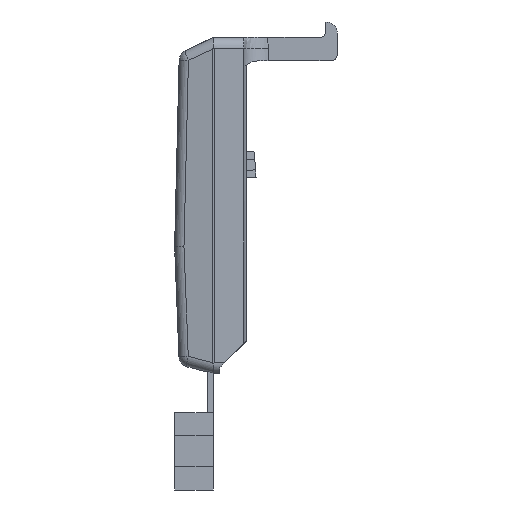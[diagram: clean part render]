
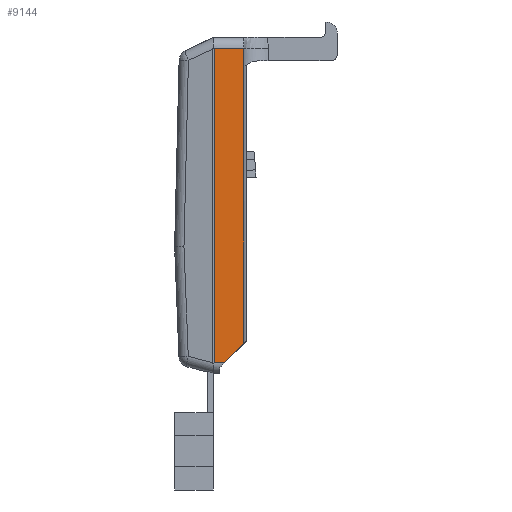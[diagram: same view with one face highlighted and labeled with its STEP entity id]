
A CAD part, left-side view. The second image highlights one B-rep face of the part: STEP entity #9144.
In plain terms, the highlighted planar face has unit normal (-1, 0, 0).
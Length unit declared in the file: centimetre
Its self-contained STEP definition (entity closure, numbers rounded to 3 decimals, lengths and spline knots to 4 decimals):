
#1049=FACE_OUTER_BOUND('',#1584,.T.);
#1584=EDGE_LOOP('',(#7899,#7900,#7901,#7902,#7903));
#2375=LINE('',#15614,#3319);
#2455=LINE('',#16036,#3399);
#2462=LINE('',#16058,#3406);
#2463=LINE('',#16063,#3407);
#2464=LINE('',#16066,#3408);
#3319=VECTOR('',#11908,1.);
#3399=VECTOR('',#12178,1.);
#3406=VECTOR('',#12203,1.);
#3407=VECTOR('',#12210,1.);
#3408=VECTOR('',#12215,1.);
#4190=VERTEX_POINT('',#15611);
#4191=VERTEX_POINT('',#15613);
#4271=VERTEX_POINT('',#16034);
#4277=VERTEX_POINT('',#16057);
#4278=VERTEX_POINT('',#16062);
#5367=EDGE_CURVE('',#4190,#4191,#2375,.T.);
#5502=EDGE_CURVE('',#4271,#4190,#2455,.T.);
#5513=EDGE_CURVE('',#4191,#4277,#2462,.T.);
#5515=EDGE_CURVE('',#4277,#4278,#2463,.T.);
#5517=EDGE_CURVE('',#4278,#4271,#2464,.T.);
#7899=ORIENTED_EDGE('',*,*,#5515,.F.);
#7900=ORIENTED_EDGE('',*,*,#5513,.F.);
#7901=ORIENTED_EDGE('',*,*,#5367,.F.);
#7902=ORIENTED_EDGE('',*,*,#5502,.F.);
#7903=ORIENTED_EDGE('',*,*,#5517,.F.);
#8669=PLANE('',#9921);
#9144=ADVANCED_FACE('',(#1049),#8669,.T.);
#9921=AXIS2_PLACEMENT_3D('',#16067,#12216,#12217);
#11908=DIRECTION('',(0.,0.,-1.));
#12178=DIRECTION('',(0.,-1.,0.));
#12203=DIRECTION('',(0.,0.707,-0.707));
#12210=DIRECTION('',(0.,1.,0.));
#12215=DIRECTION('',(0.,0.,1.));
#12216=DIRECTION('center_axis',(-1.,0.,0.));
#12217=DIRECTION('ref_axis',(0.,0.,-1.));
#15611=CARTESIAN_POINT('',(1.2419,-0.5,5.3372));
#15613=CARTESIAN_POINT('',(1.2419,-0.5,0.5));
#15614=CARTESIAN_POINT('',(1.2419,-0.5,3.0075));
#16034=CARTESIAN_POINT('',(1.2419,-0.0124,5.3372));
#16036=CARTESIAN_POINT('',(1.2419,0.,5.3372));
#16057=CARTESIAN_POINT('',(1.2419,-0.1778,0.1778));
#16058=CARTESIAN_POINT('',(1.2419,-1.4296,1.4296));
#16062=CARTESIAN_POINT('',(1.2419,-0.0124,0.1778));
#16063=CARTESIAN_POINT('',(1.2419,0.,0.1778));
#16066=CARTESIAN_POINT('',(1.2419,-0.0124,5.5147));
#16067=CARTESIAN_POINT('Origin',(1.2419,0.,5.515));
